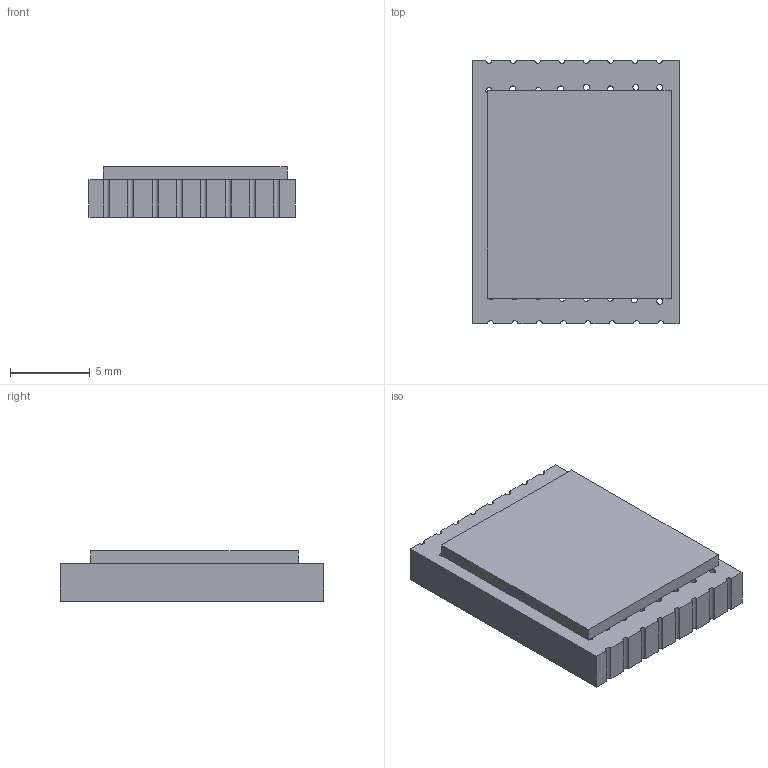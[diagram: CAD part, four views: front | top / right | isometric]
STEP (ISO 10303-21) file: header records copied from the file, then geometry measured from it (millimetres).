
FILE_DESCRIPTION(('PCB Model'),'2;1');
FILE_NAME( 'BGASimple.STEP', '2024-06-07T23:57:56',('wako'),('Unspecified'), 'Open CASCADE STEP processor 6.8','Proteus','Unknown');
FILE_SCHEMA(('AUTOMOTIVE_DESIGN { 1 0 10303 214 1 1 1 1 }'));
Length unit declared in the file: millimetre
Products named in the file (5): Open CASCADE STEP translator 6.8 1; Layer_1; U1; Open CASCADE STEP translator 6.8 1.2.1; Body_1
Assembly tree (4 placements, depth 4):
  Open CASCADE STEP translator 6.8 1
    Layer_1
    U1
      Open CASCADE STEP translator 6.8 1.2.1
        Body_1
Bounding box: 12.9 x 16.5 x 3.16 mm (x, y, z)
Volume: 615.5 mm3; surface area: 950.6 mm2
Topology: 2 solids, 2 shells, 76 faces, 216 edges, 144 vertices
Faces by surface type: cylinder 48, plane 28
Entity records: 2716 total; most frequent: DIRECTION 458, CARTESIAN_POINT 457, ORIENTED_EDGE 432, EDGE_CURVE 216, AXIS2_PLACEMENT_3D 177, VERTEX_POINT 144, FACE_BOUND 108, EDGE_LOOP 108
